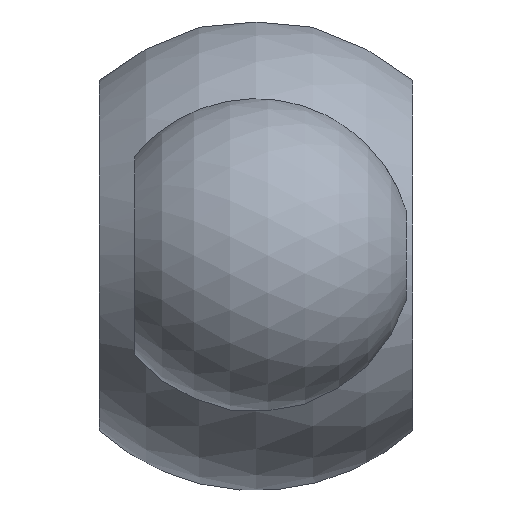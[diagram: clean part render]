
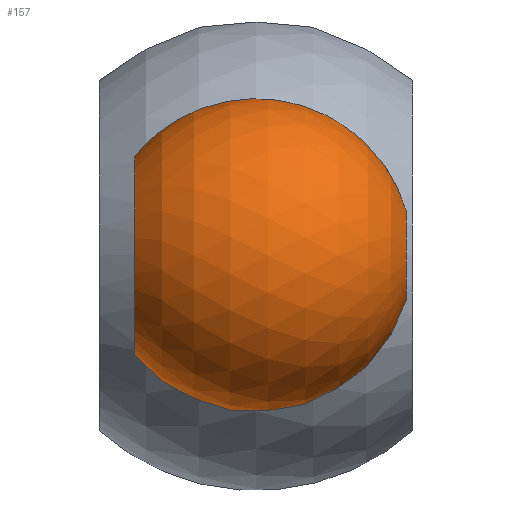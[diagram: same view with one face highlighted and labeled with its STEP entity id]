
A CAD part, left-side view. The second image highlights one B-rep face of the part: STEP entity #157.
In plain terms, the highlighted spherical face has radius 8 mm.
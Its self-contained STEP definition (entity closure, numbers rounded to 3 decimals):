
#157=ADVANCED_FACE('',(#184,#185,#186),#173,.T.);
#173=SPHERICAL_SURFACE('',#400,8.);
#184=FACE_BOUND('',#209,.T.);
#185=FACE_BOUND('',#210,.T.);
#186=FACE_BOUND('',#211,.T.);
#209=EDGE_LOOP('',(#245));
#210=EDGE_LOOP('',(#246));
#211=EDGE_LOOP('',(#247));
#245=ORIENTED_EDGE('',*,*,#340,.F.);
#246=ORIENTED_EDGE('',*,*,#341,.T.);
#247=ORIENTED_EDGE('',*,*,#339,.T.);
#311=VERTEX_POINT('',#506);
#312=VERTEX_POINT('',#509);
#313=VERTEX_POINT('',#511);
#339=EDGE_CURVE('',#311,#311,#375,.T.);
#340=EDGE_CURVE('',#312,#312,#376,.T.);
#341=EDGE_CURVE('',#313,#313,#377,.T.);
#375=CIRCLE('',#396,5.);
#376=CIRCLE('',#398,5.056);
#377=CIRCLE('',#399,2.3);
#396=AXIS2_PLACEMENT_3D('',#505,#440,#441);
#398=AXIS2_PLACEMENT_3D('',#508,#444,#445);
#399=AXIS2_PLACEMENT_3D('',#510,#446,#447);
#400=AXIS2_PLACEMENT_3D('',#512,#448,#449);
#440=DIRECTION('',(-1.,0.,0.));
#441=DIRECTION('',(0.,0.,1.));
#444=DIRECTION('',(0.,1.,0.));
#445=DIRECTION('',(0.,0.,1.));
#446=DIRECTION('',(0.,1.,0.));
#447=DIRECTION('',(0.,0.,1.));
#448=DIRECTION('',(0.,1.,0.));
#449=DIRECTION('',(-1.,0.,0.));
#505=CARTESIAN_POINT('',(156.245,108.,0.));
#506=CARTESIAN_POINT('',(156.245,108.,5.));
#508=CARTESIAN_POINT('',(150.,114.2,0.));
#509=CARTESIAN_POINT('',(150.,114.2,5.056));
#510=CARTESIAN_POINT('',(150.,100.338,0.));
#511=CARTESIAN_POINT('',(150.,100.338,2.3));
#512=CARTESIAN_POINT('',(150.,108.,0.));
